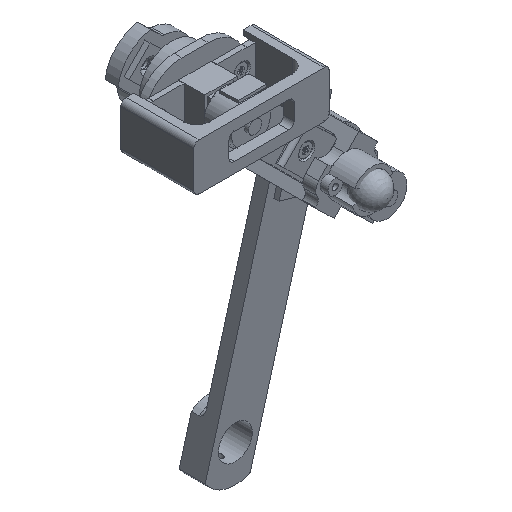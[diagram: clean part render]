
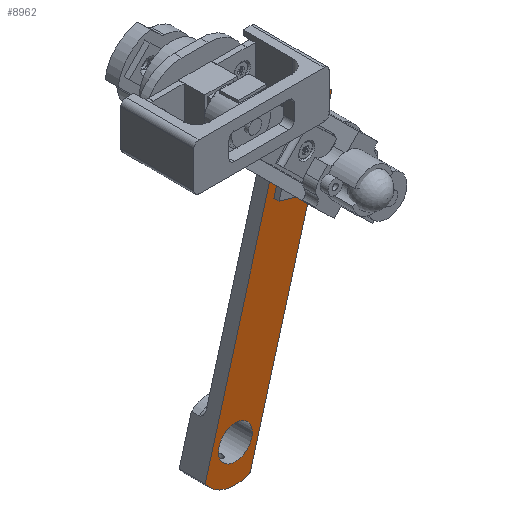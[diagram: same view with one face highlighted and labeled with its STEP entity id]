
A CAD part, isometric view. The second image highlights one B-rep face of the part: STEP entity #8962.
In plain terms, the highlighted planar face has unit normal (0, -1, 0).
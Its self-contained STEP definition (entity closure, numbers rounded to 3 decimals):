
#535=FACE_BOUND('',#2073,.T.);
#536=FACE_BOUND('',#2074,.T.);
#537=FACE_BOUND('',#2075,.T.);
#950=CIRCLE('',#10190,2.);
#951=CIRCLE('',#10191,12.5);
#952=CIRCLE('',#10192,2.);
#953=CIRCLE('',#10193,15.);
#954=CIRCLE('',#10194,2.);
#955=CIRCLE('',#10195,12.5);
#956=CIRCLE('',#10196,2.);
#957=CIRCLE('',#10197,14.213);
#958=CIRCLE('',#10198,6.5);
#959=CIRCLE('',#10199,6.5);
#960=CIRCLE('',#10200,1.75);
#961=CIRCLE('',#10201,1.75);
#1531=FACE_OUTER_BOUND('',#2072,.T.);
#2072=EDGE_LOOP('',(#7979,#7980,#7981,#7982,#7983,#7984,#7985,#7986,#7987,
#7988,#7989,#7990));
#2073=EDGE_LOOP('',(#7991,#7992));
#2074=EDGE_LOOP('',(#7993));
#2075=EDGE_LOOP('',(#7994));
#2812=LINE('',#15886,#3555);
#2813=LINE('',#15894,#3556);
#2814=LINE('',#15898,#3557);
#2815=LINE('',#15906,#3558);
#3555=VECTOR('',#12694,10.);
#3556=VECTOR('',#12701,10.);
#3557=VECTOR('',#12704,10.);
#3558=VECTOR('',#12711,10.);
#4416=VERTEX_POINT('',#15884);
#4417=VERTEX_POINT('',#15885);
#4418=VERTEX_POINT('',#15887);
#4419=VERTEX_POINT('',#15889);
#4420=VERTEX_POINT('',#15891);
#4421=VERTEX_POINT('',#15893);
#4422=VERTEX_POINT('',#15895);
#4423=VERTEX_POINT('',#15897);
#4424=VERTEX_POINT('',#15899);
#4425=VERTEX_POINT('',#15901);
#4426=VERTEX_POINT('',#15903);
#4427=VERTEX_POINT('',#15905);
#4428=VERTEX_POINT('',#15908);
#4429=VERTEX_POINT('',#15909);
#4430=VERTEX_POINT('',#15912);
#4431=VERTEX_POINT('',#15914);
#5623=EDGE_CURVE('',#4416,#4417,#2812,.T.);
#5624=EDGE_CURVE('',#4418,#4417,#950,.T.);
#5625=EDGE_CURVE('',#4418,#4419,#951,.T.);
#5626=EDGE_CURVE('',#4420,#4419,#952,.T.);
#5627=EDGE_CURVE('',#4420,#4421,#2813,.T.);
#5628=EDGE_CURVE('',#4421,#4422,#953,.T.);
#5629=EDGE_CURVE('',#4422,#4423,#2814,.T.);
#5630=EDGE_CURVE('',#4424,#4423,#954,.T.);
#5631=EDGE_CURVE('',#4424,#4425,#955,.T.);
#5632=EDGE_CURVE('',#4426,#4425,#956,.T.);
#5633=EDGE_CURVE('',#4426,#4427,#2815,.T.);
#5634=EDGE_CURVE('',#4427,#4416,#957,.T.);
#5635=EDGE_CURVE('',#4428,#4429,#958,.T.);
#5636=EDGE_CURVE('',#4429,#4428,#959,.T.);
#5637=EDGE_CURVE('',#4430,#4430,#960,.T.);
#5638=EDGE_CURVE('',#4431,#4431,#961,.T.);
#7979=ORIENTED_EDGE('',*,*,#5623,.T.);
#7980=ORIENTED_EDGE('',*,*,#5624,.F.);
#7981=ORIENTED_EDGE('',*,*,#5625,.T.);
#7982=ORIENTED_EDGE('',*,*,#5626,.F.);
#7983=ORIENTED_EDGE('',*,*,#5627,.T.);
#7984=ORIENTED_EDGE('',*,*,#5628,.T.);
#7985=ORIENTED_EDGE('',*,*,#5629,.T.);
#7986=ORIENTED_EDGE('',*,*,#5630,.F.);
#7987=ORIENTED_EDGE('',*,*,#5631,.T.);
#7988=ORIENTED_EDGE('',*,*,#5632,.F.);
#7989=ORIENTED_EDGE('',*,*,#5633,.T.);
#7990=ORIENTED_EDGE('',*,*,#5634,.T.);
#7991=ORIENTED_EDGE('',*,*,#5635,.T.);
#7992=ORIENTED_EDGE('',*,*,#5636,.T.);
#7993=ORIENTED_EDGE('',*,*,#5637,.T.);
#7994=ORIENTED_EDGE('',*,*,#5638,.T.);
#8513=PLANE('',#10189);
#8962=ADVANCED_FACE('',(#1531,#535,#536,#537),#8513,.F.);
#10189=AXIS2_PLACEMENT_3D('',#15883,#12692,#12693);
#10190=AXIS2_PLACEMENT_3D('',#15888,#12695,#12696);
#10191=AXIS2_PLACEMENT_3D('',#15890,#12697,#12698);
#10192=AXIS2_PLACEMENT_3D('',#15892,#12699,#12700);
#10193=AXIS2_PLACEMENT_3D('',#15896,#12702,#12703);
#10194=AXIS2_PLACEMENT_3D('',#15900,#12705,#12706);
#10195=AXIS2_PLACEMENT_3D('',#15902,#12707,#12708);
#10196=AXIS2_PLACEMENT_3D('',#15904,#12709,#12710);
#10197=AXIS2_PLACEMENT_3D('',#15907,#12712,#12713);
#10198=AXIS2_PLACEMENT_3D('',#15910,#12714,#12715);
#10199=AXIS2_PLACEMENT_3D('',#15911,#12716,#12717);
#10200=AXIS2_PLACEMENT_3D('',#15913,#12718,#12719);
#10201=AXIS2_PLACEMENT_3D('',#15915,#12720,#12721);
#12692=DIRECTION('center_axis',(0.,1.,0.));
#12693=DIRECTION('ref_axis',(0.,0.,1.));
#12694=DIRECTION('',(-1.,0.,0.));
#12695=DIRECTION('center_axis',(0.,-1.,0.));
#12696=DIRECTION('ref_axis',(-0.347,0.,-0.938));
#12697=DIRECTION('center_axis',(0.,-1.,0.));
#12698=DIRECTION('ref_axis',(0.694,0.,0.72));
#12699=DIRECTION('center_axis',(0.,-1.,0.));
#12700=DIRECTION('ref_axis',(0.347,0.,-0.938));
#12701=DIRECTION('',(-1.,0.,0.));
#12702=DIRECTION('center_axis',(0.,-1.,0.));
#12703=DIRECTION('ref_axis',(-0.8,0.,0.6));
#12704=DIRECTION('',(1.,0.,0.));
#12705=DIRECTION('center_axis',(0.,-1.,0.));
#12706=DIRECTION('ref_axis',(0.347,0.,0.938));
#12707=DIRECTION('center_axis',(0.,-1.,0.));
#12708=DIRECTION('ref_axis',(-0.694,0.,-0.72));
#12709=DIRECTION('center_axis',(0.,-1.,0.));
#12710=DIRECTION('ref_axis',(-0.347,0.,0.938));
#12711=DIRECTION('',(1.,0.,0.));
#12712=DIRECTION('center_axis',(0.,-1.,0.));
#12713=DIRECTION('ref_axis',(-0.774,0.,-0.633));
#12714=DIRECTION('center_axis',(0.,1.,0.));
#12715=DIRECTION('ref_axis',(1.,0.,0.));
#12716=DIRECTION('center_axis',(0.,1.,0.));
#12717=DIRECTION('ref_axis',(1.,0.,0.));
#12718=DIRECTION('center_axis',(0.,1.,0.));
#12719=DIRECTION('ref_axis',(1.,0.,0.));
#12720=DIRECTION('center_axis',(0.,1.,0.));
#12721=DIRECTION('ref_axis',(1.,0.,0.));
#15883=CARTESIAN_POINT('Origin',(0.,0.,0.));
#15884=CARTESIAN_POINT('',(11.,0.,9.));
#15885=CARTESIAN_POINT('',(-80.553,0.,9.));
#15886=CARTESIAN_POINT('',(-16.18,0.,9.));
#15887=CARTESIAN_POINT('',(-81.856,0.,9.483));
#15888=CARTESIAN_POINT('Origin',(-80.553,0.,11.));
#15889=CARTESIAN_POINT('',(-98.144,0.,9.483));
#15890=CARTESIAN_POINT('Origin',(-90.,0.,0.));
#15891=CARTESIAN_POINT('',(-99.447,0.,9.));
#15892=CARTESIAN_POINT('Origin',(-99.447,0.,11.));
#15893=CARTESIAN_POINT('',(-105.,0.,9.));
#15894=CARTESIAN_POINT('',(-98.675,0.,9.));
#15895=CARTESIAN_POINT('',(-105.,0.,-9.));
#15896=CARTESIAN_POINT('Origin',(-93.,0.,0.));
#15897=CARTESIAN_POINT('',(-99.447,0.,-9.));
#15898=CARTESIAN_POINT('',(-105.,0.,-9.));
#15899=CARTESIAN_POINT('',(-98.144,0.,-9.483));
#15900=CARTESIAN_POINT('Origin',(-99.447,0.,-11.));
#15901=CARTESIAN_POINT('',(-81.856,0.,-9.483));
#15902=CARTESIAN_POINT('Origin',(-90.,0.,0.));
#15903=CARTESIAN_POINT('',(-80.553,0.,-9.));
#15904=CARTESIAN_POINT('Origin',(-80.553,0.,-11.));
#15905=CARTESIAN_POINT('',(11.,0.,-9.));
#15906=CARTESIAN_POINT('',(-8.09,0.,-9.));
#15907=CARTESIAN_POINT('Origin',(0.,0.,0.));
#15908=CARTESIAN_POINT('',(6.5,0.,0.));
#15909=CARTESIAN_POINT('',(-6.5,0.,0.));
#15910=CARTESIAN_POINT('Origin',(0.,0.,0.));
#15911=CARTESIAN_POINT('Origin',(0.,0.,0.));
#15912=CARTESIAN_POINT('',(-81.75,0.,0.));
#15913=CARTESIAN_POINT('Origin',(-80.,0.,0.));
#15914=CARTESIAN_POINT('',(-101.75,0.,0.));
#15915=CARTESIAN_POINT('Origin',(-100.,0.,0.));
